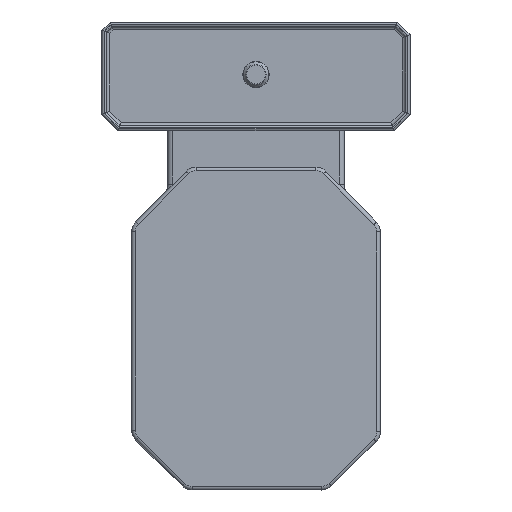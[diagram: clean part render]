
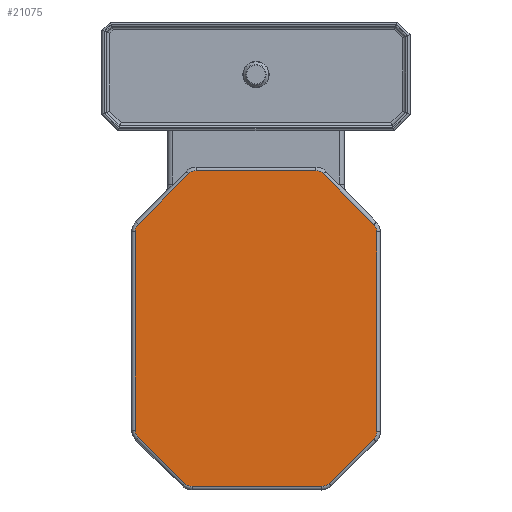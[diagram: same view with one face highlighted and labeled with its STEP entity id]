
A CAD part, top view. The second image highlights one B-rep face of the part: STEP entity #21075.
In plain terms, the highlighted planar face has unit normal (0, 0, 1).
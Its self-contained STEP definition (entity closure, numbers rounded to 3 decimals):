
#20540=CARTESIAN_POINT('',(-660.,-93.771,15.0));
#20541=VERTEX_POINT('',#20540);
#20549=CARTESIAN_POINT('',(-660.,91.267,15.0));
#20550=VERTEX_POINT('',#20549);
#20551=CARTESIAN_POINT('',(-660.,-93.771,15.0));
#20552=DIRECTION('',(0.0,1.0,0.0));
#20553=VECTOR('',#20552,185.037);
#20554=LINE('',#20551,#20553);
#20555=EDGE_CURVE('',#20541,#20550,#20554,.T.);
#20573=CARTESIAN_POINT('',(-655.677,-104.307,15.0));
#20574=VERTEX_POINT('',#20573);
#20582=CARTESIAN_POINT('',(-645.,-93.771,15.0));
#20583=DIRECTION('',(0.0,0.0,-1.0));
#20584=DIRECTION('',(-0.925,-0.38,0.0));
#20585=AXIS2_PLACEMENT_3D('',#20582,#20583,#20584);
#20586=CIRCLE('',#20585,15.0);
#20587=EDGE_CURVE('',#20574,#20541,#20586,.T.);
#20599=CARTESIAN_POINT('',(-655.677,101.803,15.0));
#20600=VERTEX_POINT('',#20599);
#20610=CARTESIAN_POINT('',(-645.,91.267,15.0));
#20611=DIRECTION('',(0.0,0.0,-1.));
#20612=DIRECTION('',(-0.925,0.38,0.0));
#20613=AXIS2_PLACEMENT_3D('',#20610,#20611,#20612);
#20614=CIRCLE('',#20613,15.);
#20615=EDGE_CURVE('',#20550,#20600,#20614,.T.);
#20625=CARTESIAN_POINT('',(-592.785,-168.036,15.0));
#20626=VERTEX_POINT('',#20625);
#20634=CARTESIAN_POINT('',(-592.785,-168.036,15.0));
#20635=DIRECTION('',(-0.702,0.712,0.0));
#20636=VECTOR('',#20635,89.536);
#20637=LINE('',#20634,#20636);
#20638=EDGE_CURVE('',#20626,#20574,#20637,.T.);
#20650=CARTESIAN_POINT('',(-590.316,168.036,15.0));
#20651=VERTEX_POINT('',#20650);
#20661=CARTESIAN_POINT('',(-655.677,101.803,15.0));
#20662=DIRECTION('',(0.702,0.712,0.0));
#20663=VECTOR('',#20662,93.053);
#20664=LINE('',#20661,#20663);
#20665=EDGE_CURVE('',#20600,#20651,#20664,.T.);
#20675=CARTESIAN_POINT('',(-582.109,-172.5,15.0));
#20676=VERTEX_POINT('',#20675);
#20684=CARTESIAN_POINT('',(-582.109,-157.5,15.0));
#20685=DIRECTION('',(0.0,0.0,-1.0));
#20686=DIRECTION('',(-0.386,-0.923,0.0));
#20687=AXIS2_PLACEMENT_3D('',#20684,#20685,#20686);
#20688=CIRCLE('',#20687,15.);
#20689=EDGE_CURVE('',#20676,#20626,#20688,.T.);
#20701=CARTESIAN_POINT('',(-579.639,172.5,15.0));
#20702=VERTEX_POINT('',#20701);
#20712=CARTESIAN_POINT('',(-579.639,157.5,15.0));
#20713=DIRECTION('',(0.0,0.0,-1.0));
#20714=DIRECTION('',(-0.386,0.923,0.0));
#20715=AXIS2_PLACEMENT_3D('',#20712,#20713,#20714);
#20716=CIRCLE('',#20715,15.);
#20717=EDGE_CURVE('',#20651,#20702,#20716,.T.);
#20727=CARTESIAN_POINT('',(-296.613,-172.5,15.0));
#20728=VERTEX_POINT('',#20727);
#20736=CARTESIAN_POINT('',(-296.613,-172.5,15.0));
#20737=DIRECTION('',(-1.0,0.0,0.0));
#20738=VECTOR('',#20737,285.496);
#20739=LINE('',#20736,#20738);
#20740=EDGE_CURVE('',#20728,#20676,#20739,.T.);
#20752=CARTESIAN_POINT('',(-296.263,172.5,15.0));
#20753=VERTEX_POINT('',#20752);
#20770=CARTESIAN_POINT('',(-579.639,172.5,15.0));
#20771=DIRECTION('',(1.0,0.0,0.0));
#20772=VECTOR('',#20771,283.376);
#20773=LINE('',#20770,#20772);
#20774=EDGE_CURVE('',#20702,#20753,#20773,.T.);
#20786=CARTESIAN_POINT('',(-286.049,-168.15,15.0));
#20787=VERTEX_POINT('',#20786);
#20795=CARTESIAN_POINT('',(-296.613,-157.5,15.0));
#20796=DIRECTION('',(0.0,0.0,-1.));
#20797=DIRECTION('',(0.381,-0.925,0.0));
#20798=AXIS2_PLACEMENT_3D('',#20795,#20796,#20797);
#20799=CIRCLE('',#20798,15.);
#20800=EDGE_CURVE('',#20787,#20728,#20799,.T.);
#20818=CARTESIAN_POINT('',(-285.676,168.126,15.0));
#20819=VERTEX_POINT('',#20818);
#20837=CARTESIAN_POINT('',(-296.263,157.5,15.0));
#20838=DIRECTION('',(0.0,0.0,-1.0));
#20839=DIRECTION('',(0.382,0.924,0.0));
#20840=AXIS2_PLACEMENT_3D('',#20837,#20838,#20839);
#20841=CIRCLE('',#20840,15.0);
#20842=EDGE_CURVE('',#20753,#20819,#20841,.T.);
#20854=CARTESIAN_POINT('',(-213.578,-96.267,15.0));
#20855=VERTEX_POINT('',#20854);
#20863=CARTESIAN_POINT('',(-213.578,-96.267,15.0));
#20864=DIRECTION('',(-0.71,-0.704,0.0));
#20865=VECTOR('',#20864,102.075);
#20866=LINE('',#20863,#20865);
#20867=EDGE_CURVE('',#20855,#20787,#20866,.T.);
#20884=CARTESIAN_POINT('',(-213.554,96.27,15.0));
#20885=VERTEX_POINT('',#20884);
#20902=CARTESIAN_POINT('',(-285.676,168.126,15.0));
#20903=DIRECTION('',(0.708,-0.706,0.0));
#20904=VECTOR('',#20903,101.808);
#20905=LINE('',#20902,#20904);
#20906=EDGE_CURVE('',#20819,#20885,#20905,.T.);
#20918=CARTESIAN_POINT('',(-209.141,-85.617,15.0));
#20919=VERTEX_POINT('',#20918);
#20927=CARTESIAN_POINT('',(-224.141,-85.617,15.0));
#20928=DIRECTION('',(0.0,0.0,-1.0));
#20929=DIRECTION('',(0.923,-0.385,0.0));
#20930=AXIS2_PLACEMENT_3D('',#20927,#20928,#20929);
#20931=CIRCLE('',#20930,15.0);
#20932=EDGE_CURVE('',#20919,#20855,#20931,.T.);
#20950=CARTESIAN_POINT('',(-209.141,85.643,15.0));
#20951=VERTEX_POINT('',#20950);
#20969=CARTESIAN_POINT('',(-224.141,85.643,15.0));
#20970=DIRECTION('',(0.0,0.0,-1.0));
#20971=DIRECTION('',(0.924,0.384,0.0));
#20972=AXIS2_PLACEMENT_3D('',#20969,#20970,#20971);
#20973=CIRCLE('',#20972,15.);
#20974=EDGE_CURVE('',#20885,#20951,#20973,.T.);
#20992=CARTESIAN_POINT('',(-209.141,85.643,15.0));
#20993=DIRECTION('',(0.0,-1.0,0.0));
#20994=VECTOR('',#20993,171.261);
#20995=LINE('',#20992,#20994);
#20996=EDGE_CURVE('',#20951,#20919,#20995,.T.);
#21052=CARTESIAN_POINT('',(-436.3,-0.212,15.0));
#21053=DIRECTION('',(0.0,0.0,1.0));
#21054=DIRECTION('',(1.0,0.0,0.0));
#21055=AXIS2_PLACEMENT_3D('',#21052,#21053,#21054);
#21056=PLANE('',#21055);
#21057=ORIENTED_EDGE('',*,*,#20555,.F.);
#21058=ORIENTED_EDGE('',*,*,#20587,.F.);
#21059=ORIENTED_EDGE('',*,*,#20638,.F.);
#21060=ORIENTED_EDGE('',*,*,#20689,.F.);
#21061=ORIENTED_EDGE('',*,*,#20740,.F.);
#21062=ORIENTED_EDGE('',*,*,#20800,.F.);
#21063=ORIENTED_EDGE('',*,*,#20867,.F.);
#21064=ORIENTED_EDGE('',*,*,#20932,.F.);
#21065=ORIENTED_EDGE('',*,*,#20996,.F.);
#21066=ORIENTED_EDGE('',*,*,#20974,.F.);
#21067=ORIENTED_EDGE('',*,*,#20906,.F.);
#21068=ORIENTED_EDGE('',*,*,#20842,.F.);
#21069=ORIENTED_EDGE('',*,*,#20774,.F.);
#21070=ORIENTED_EDGE('',*,*,#20717,.F.);
#21071=ORIENTED_EDGE('',*,*,#20665,.F.);
#21072=ORIENTED_EDGE('',*,*,#20615,.F.);
#21073=EDGE_LOOP('',(#21057,#21058,#21059,#21060,#21061,#21062,#21063,#21064,#21065,#21066,#21067,#21068,#21069,#21070,#21071,#21072));
#21074=FACE_OUTER_BOUND('',#21073,.T.);
#21075=ADVANCED_FACE('',(#21074),#21056,.T.);
